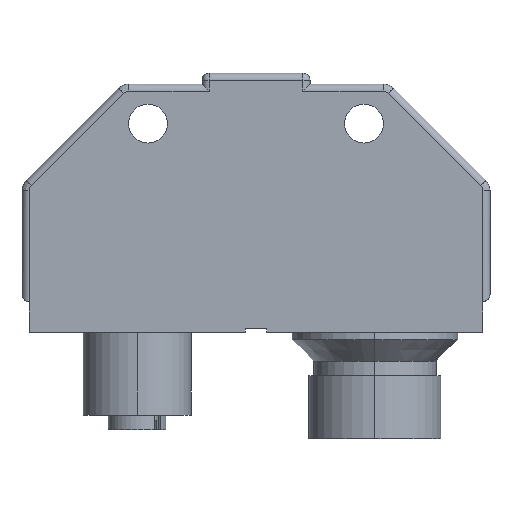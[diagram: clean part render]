
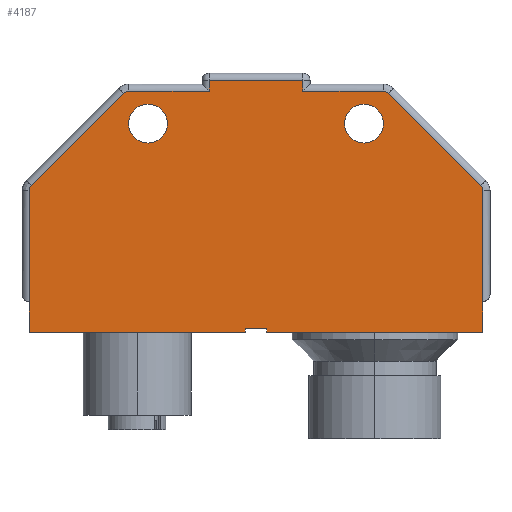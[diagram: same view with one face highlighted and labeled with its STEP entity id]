
A CAD part, front view. The second image highlights one B-rep face of the part: STEP entity #4187.
In plain terms, the highlighted planar face has unit normal (0, -1, 0).
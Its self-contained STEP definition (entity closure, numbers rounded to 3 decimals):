
#511=DIRECTION('',(1.,0.,0.));
#512=VECTOR('',#511,30.);
#513=CARTESIAN_POINT('',(-31.5,0.,-0.5));
#514=LINE('',#513,#512);
#556=CARTESIAN_POINT('',(15.,0.,28.5));
#557=DIRECTION('',(0.,-1.,0.));
#558=DIRECTION('',(-1.,0.,0.));
#559=AXIS2_PLACEMENT_3D('',#556,#557,#558);
#564=CARTESIAN_POINT('',(15.,0.,28.5));
#565=DIRECTION('',(0.,-1.,0.));
#566=DIRECTION('',(1.,0.,0.));
#567=AXIS2_PLACEMENT_3D('',#564,#565,#566);
#572=CARTESIAN_POINT('',(-15.,0.,28.5));
#573=DIRECTION('',(0.,-1.,0.));
#574=DIRECTION('',(-1.,0.,0.));
#575=AXIS2_PLACEMENT_3D('',#572,#573,#574);
#580=CARTESIAN_POINT('',(-15.,0.,28.5));
#581=DIRECTION('',(0.,-1.,0.));
#582=DIRECTION('',(1.,0.,0.));
#583=AXIS2_PLACEMENT_3D('',#580,#581,#582);
#588=CARTESIAN_POINT('',(-30.5,0.,19.172));
#589=DIRECTION('',(0.,1.,0.));
#590=DIRECTION('',(-1.,0.,0.));
#591=AXIS2_PLACEMENT_3D('',#588,#589,#590);
#596=DIRECTION('',(0.707,0.,0.707));
#597=VECTOR('',#596,18.142);
#598=CARTESIAN_POINT('',(-31.207,0.,
19.879));
#599=LINE('',#598,#597);
#603=CARTESIAN_POINT('',(-17.672,0.,
32.));
#604=DIRECTION('',(0.,1.,0.));
#605=DIRECTION('',(-0.707,0.,0.707));
#606=AXIS2_PLACEMENT_3D('',#603,#604,#605);
#611=CARTESIAN_POINT('',(17.672,0.,32.));
#612=DIRECTION('',(0.,1.,0.));
#613=DIRECTION('',(0.,0.,1.));
#614=AXIS2_PLACEMENT_3D('',#611,#612,#613);
#619=DIRECTION('',(0.707,0.,-0.707));
#620=VECTOR('',#619,18.142);
#621=CARTESIAN_POINT('',(18.379,0.,32.707));
#622=LINE('',#621,#620);
#626=CARTESIAN_POINT('',(30.5,0.,19.172));
#627=DIRECTION('',(0.,1.,0.));
#628=DIRECTION('',(0.707,0.,0.707));
#629=AXIS2_PLACEMENT_3D('',#626,#627,#628);
#634=DIRECTION('',(0.,0.,-1.));
#635=VECTOR('',#634,4.254);
#636=CARTESIAN_POINT('',(31.5,0.,3.754));
#637=LINE('',#636,#635);
#641=DIRECTION('',(0.,0.,1.));
#642=VECTOR('',#641,0.508);
#643=CARTESIAN_POINT('',(1.5,0.,-0.5));
#644=LINE('',#643,#642);
#648=CARTESIAN_POINT('',(0.,0.,134.031));
#649=DIRECTION('',(0.,-1.,0.));
#650=DIRECTION('',(-0.011,0.,-1.));
#651=AXIS2_PLACEMENT_3D('',#648,#649,#650);
#656=DIRECTION('',(0.,0.,-1.));
#657=VECTOR('',#656,0.508);
#658=CARTESIAN_POINT('',(-1.5,0.,0.008));
#659=LINE('',#658,#657);
#663=DIRECTION('',(0.,0.,1.));
#664=VECTOR('',#663,4.254);
#665=CARTESIAN_POINT('',(-31.5,0.,-0.5));
#666=LINE('',#665,#664);
#959=DIRECTION('',(0.,0.,1.));
#960=VECTOR('',#959,1.5);
#961=CARTESIAN_POINT('',(6.5,0.,33.));
#962=LINE('',#961,#960);
#1011=DIRECTION('',(-1.,0.,0.));
#1012=VECTOR('',#1011,13.);
#1013=CARTESIAN_POINT('',(6.5,0.,34.5));
#1014=LINE('',#1013,#1012);
#1148=DIRECTION('',(-1.,0.,0.));
#1149=VECTOR('',#1148,11.172);
#1150=CARTESIAN_POINT('',(-6.5,0.,33.));
#1151=LINE('',#1150,#1149);
#1217=DIRECTION('',(0.,0.,-1.));
#1218=VECTOR('',#1217,15.417);
#1219=CARTESIAN_POINT('',(-31.5,0.,
19.172));
#1220=LINE('',#1219,#1218);
#1258=CARTESIAN_POINT('',(-31.5,0.,3.754));
#1279=CARTESIAN_POINT('',(31.5,0.,3.754));
#1543=DIRECTION('',(0.,0.,1.));
#1544=VECTOR('',#1543,15.417);
#1545=CARTESIAN_POINT('',(31.5,0.,3.754));
#1546=LINE('',#1545,#1544);
#1612=DIRECTION('',(-1.,0.,0.));
#1613=VECTOR('',#1612,11.172);
#1614=CARTESIAN_POINT('',(17.672,0.,
33.));
#1615=LINE('',#1614,#1613);
#2080=DIRECTION('',(1.,0.,0.));
#2081=VECTOR('',#2080,30.);
#2082=CARTESIAN_POINT('',(1.5,0.,-0.5));
#2083=LINE('',#2082,#2081);
#2752=DIRECTION('',(0.,0.,-1.));
#2753=VECTOR('',#2752,1.5);
#2754=CARTESIAN_POINT('',(-6.5,0.,34.5));
#2755=LINE('',#2754,#2753);
#3057=CARTESIAN_POINT('',(6.5,0.,33.));
#3058=CARTESIAN_POINT('',(6.5,0.,34.5));
#3059=VERTEX_POINT('',#3057);
#3060=VERTEX_POINT('',#3058);
#3061=CARTESIAN_POINT('',(17.672,0.,
33.));
#3062=VERTEX_POINT('',#3061);
#3063=CARTESIAN_POINT('',(18.379,0.,
32.707));
#3064=VERTEX_POINT('',#3063);
#3065=CARTESIAN_POINT('',(31.207,0.,
19.879));
#3066=VERTEX_POINT('',#3065);
#3067=CARTESIAN_POINT('',(31.5,0.,
19.172));
#3068=VERTEX_POINT('',#3067);
#3069=CARTESIAN_POINT('',(-31.5,0.,
19.172));
#3070=CARTESIAN_POINT('',(-31.207,0.,
19.879));
#3071=VERTEX_POINT('',#3069);
#3072=VERTEX_POINT('',#3070);
#3073=CARTESIAN_POINT('',(-18.379,0.,
32.707));
#3074=VERTEX_POINT('',#3073);
#3075=CARTESIAN_POINT('',(-17.672,0.,
33.));
#3076=VERTEX_POINT('',#3075);
#3077=CARTESIAN_POINT('',(-6.5,0.,33.));
#3078=VERTEX_POINT('',#3077);
#3079=CARTESIAN_POINT('',(-6.5,0.,34.5));
#3080=VERTEX_POINT('',#3079);
#3081=CARTESIAN_POINT('',(12.3,0.,28.5));
#3082=CARTESIAN_POINT('',(17.7,0.,28.5));
#3083=VERTEX_POINT('',#3081);
#3084=VERTEX_POINT('',#3082);
#3085=CARTESIAN_POINT('',(-17.7,0.,28.5));
#3086=CARTESIAN_POINT('',(-12.3,0.,28.5));
#3087=VERTEX_POINT('',#3085);
#3088=VERTEX_POINT('',#3086);
#3217=CARTESIAN_POINT('',(-1.5,0.,0.008));
#3218=CARTESIAN_POINT('',(1.5,0.,0.008));
#3219=VERTEX_POINT('',#3217);
#3220=VERTEX_POINT('',#3218);
#3221=CARTESIAN_POINT('',(-1.5,0.,-0.5));
#3222=VERTEX_POINT('',#3221);
#3223=CARTESIAN_POINT('',(1.5,0.,-0.5));
#3224=VERTEX_POINT('',#3223);
#3225=CARTESIAN_POINT('',(-31.5,0.,-0.5));
#3226=VERTEX_POINT('',#3225);
#3227=CARTESIAN_POINT('',(31.5,0.,-0.5));
#3228=VERTEX_POINT('',#3227);
#3241=VERTEX_POINT('',#1258);
#3254=VERTEX_POINT('',#1279);
#4129=CARTESIAN_POINT('',(0.,0.,0.));
#4130=DIRECTION('',(0.,1.,0.));
#4131=DIRECTION('',(1.,0.,0.));
#4132=AXIS2_PLACEMENT_3D('',#4129,#4130,#4131);
#4133=PLANE('',#4132);
#4135=ORIENTED_EDGE('',*,*,#4134,.F.);
#4137=ORIENTED_EDGE('',*,*,#4136,.T.);
#4139=ORIENTED_EDGE('',*,*,#4138,.T.);
#4141=ORIENTED_EDGE('',*,*,#4140,.T.);
#4143=ORIENTED_EDGE('',*,*,#4142,.F.);
#4145=ORIENTED_EDGE('',*,*,#4144,.F.);
#4147=ORIENTED_EDGE('',*,*,#4146,.F.);
#4149=ORIENTED_EDGE('',*,*,#4148,.F.);
#4151=ORIENTED_EDGE('',*,*,#4150,.F.);
#4153=ORIENTED_EDGE('',*,*,#4152,.T.);
#4155=ORIENTED_EDGE('',*,*,#4154,.T.);
#4157=ORIENTED_EDGE('',*,*,#4156,.T.);
#4159=ORIENTED_EDGE('',*,*,#4158,.F.);
#4161=ORIENTED_EDGE('',*,*,#4160,.T.);
#4163=ORIENTED_EDGE('',*,*,#4162,.F.);
#4165=ORIENTED_EDGE('',*,*,#4164,.T.);
#4167=ORIENTED_EDGE('',*,*,#4166,.F.);
#4169=ORIENTED_EDGE('',*,*,#4168,.T.);
#4170=ORIENTED_EDGE('',*,*,#4097,.F.);
#4172=ORIENTED_EDGE('',*,*,#4171,.T.);
#4173=EDGE_LOOP('',(#4135,#4137,#4139,#4141,#4143,#4145,#4147,#4149,#4151,#4153,
#4155,#4157,#4159,#4161,#4163,#4165,#4167,#4169,#4170,#4172));
#4174=FACE_OUTER_BOUND('',#4173,.F.);
#4176=ORIENTED_EDGE('',*,*,#4175,.T.);
#4178=ORIENTED_EDGE('',*,*,#4177,.T.);
#4179=EDGE_LOOP('',(#4176,#4178));
#4180=FACE_BOUND('',#4179,.F.);
#4182=ORIENTED_EDGE('',*,*,#4181,.T.);
#4184=ORIENTED_EDGE('',*,*,#4183,.T.);
#4185=EDGE_LOOP('',(#4182,#4184));
#4186=FACE_BOUND('',#4185,.F.);
#4187=ADVANCED_FACE('',(#4174,#4180,#4186),#4133,.F.);
#560=CIRCLE('',#559,2.7);
#568=CIRCLE('',#567,2.7);
#576=CIRCLE('',#575,2.7);
#584=CIRCLE('',#583,2.7);
#592=CIRCLE('',#591,1.);
#607=CIRCLE('',#606,1.);
#615=CIRCLE('',#614,1.);
#630=CIRCLE('',#629,1.);
#652=CIRCLE('',#651,134.031);
#4097=EDGE_CURVE('',#3226,#3222,#514,.T.);
#4134=EDGE_CURVE('',#3071,#3241,#1220,.T.);
#4136=EDGE_CURVE('',#3071,#3072,#592,.T.);
#4138=EDGE_CURVE('',#3072,#3074,#599,.T.);
#4140=EDGE_CURVE('',#3074,#3076,#607,.T.);
#4142=EDGE_CURVE('',#3078,#3076,#1151,.T.);
#4144=EDGE_CURVE('',#3080,#3078,#2755,.T.);
#4146=EDGE_CURVE('',#3060,#3080,#1014,.T.);
#4148=EDGE_CURVE('',#3059,#3060,#962,.T.);
#4150=EDGE_CURVE('',#3062,#3059,#1615,.T.);
#4152=EDGE_CURVE('',#3062,#3064,#615,.T.);
#4154=EDGE_CURVE('',#3064,#3066,#622,.T.);
#4156=EDGE_CURVE('',#3066,#3068,#630,.T.);
#4158=EDGE_CURVE('',#3254,#3068,#1546,.T.);
#4160=EDGE_CURVE('',#3254,#3228,#637,.T.);
#4162=EDGE_CURVE('',#3224,#3228,#2083,.T.);
#4164=EDGE_CURVE('',#3224,#3220,#644,.T.);
#4166=EDGE_CURVE('',#3219,#3220,#652,.T.);
#4168=EDGE_CURVE('',#3219,#3222,#659,.T.);
#4171=EDGE_CURVE('',#3226,#3241,#666,.T.);
#4175=EDGE_CURVE('',#3087,#3088,#576,.T.);
#4177=EDGE_CURVE('',#3088,#3087,#584,.T.);
#4181=EDGE_CURVE('',#3083,#3084,#560,.T.);
#4183=EDGE_CURVE('',#3084,#3083,#568,.T.);
